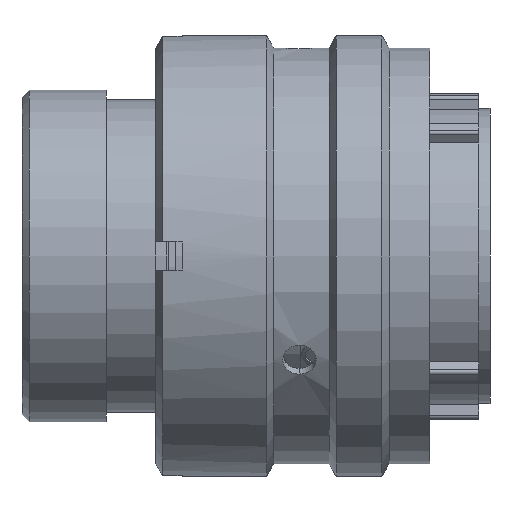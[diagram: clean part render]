
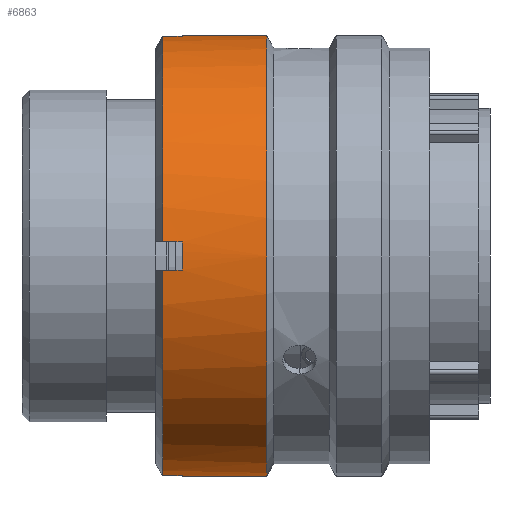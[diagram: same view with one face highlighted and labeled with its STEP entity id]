
A CAD part, front view. The second image highlights one B-rep face of the part: STEP entity #6863.
In plain terms, the highlighted cylindrical face has radius 15.7 mm (diameter 31.4 mm), a partial arc.
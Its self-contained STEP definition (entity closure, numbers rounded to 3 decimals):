
#838 = DIRECTION ( 'NONE',  ( 0., 0., -1. ) ) ;
#1425 = VECTOR ( 'NONE', #12909, 1000. ) ;
#2046 = EDGE_CURVE ( 'NONE', #40520, #32347, #19440, .T. ) ;
#2134 = EDGE_CURVE ( 'NONE', #3194, #40520, #22568, .T. ) ;
#3194 = VERTEX_POINT ( 'NONE', #10726 ) ;
#4105 = DIRECTION ( 'NONE',  ( 0., 0., 1. ) ) ;
#4546 = EDGE_CURVE ( 'NONE', #15001, #32347, #33839, .T. ) ;
#4595 = ORIENTED_EDGE ( 'NONE', *, *, #45303, .T. ) ;
#5591 = CIRCLE ( 'NONE', #49287, 15.7 ) ;
#6073 = DIRECTION ( 'NONE',  ( -1., 0., 0. ) ) ;
#6351 = VERTEX_POINT ( 'NONE', #47762 ) ;
#6631 = DIRECTION ( 'NONE',  ( 1., 0., 0. ) ) ;
#6863 = ADVANCED_FACE ( 'NONE', ( #44154 ), #51690, .T. ) ;
#7484 = ORIENTED_EDGE ( 'NONE', *, *, #15281, .T. ) ;
#7888 = EDGE_CURVE ( 'NONE', #14383, #6351, #51201, .T. ) ;
#8501 = AXIS2_PLACEMENT_3D ( 'NONE', #13322, #9071, #37229 ) ;
#8799 = EDGE_CURVE ( 'NONE', #10559, #18448, #14489, .T. ) ;
#9071 = DIRECTION ( 'NONE',  ( 1., 0., 0. ) ) ;
#9380 = VECTOR ( 'NONE', #16710, 1000. ) ;
#10211 = ORIENTED_EDGE ( 'NONE', *, *, #4546, .T. ) ;
#10360 = AXIS2_PLACEMENT_3D ( 'NONE', #48429, #24054, #15837 ) ;
#10523 = ORIENTED_EDGE ( 'NONE', *, *, #2046, .F. ) ;
#10559 = VERTEX_POINT ( 'NONE', #43596 ) ;
#10726 = CARTESIAN_POINT ( 'NONE',  ( 11.42, 0., 15.7 ) ) ;
#11176 = VECTOR ( 'NONE', #50724, 1000. ) ;
#11631 = DIRECTION ( 'NONE',  ( 1., 0., 0. ) ) ;
#12909 = DIRECTION ( 'NONE',  ( -1., 0., 0. ) ) ;
#13217 = EDGE_CURVE ( 'NONE', #3194, #15553, #44445, .T. ) ;
#13322 = CARTESIAN_POINT ( 'NONE',  ( 11.42, 0., 0. ) ) ;
#13690 = ORIENTED_EDGE ( 'NONE', *, *, #34461, .T. ) ;
#13954 = CARTESIAN_POINT ( 'NONE',  ( 11.42, -15.668, -1. ) ) ;
#14383 = VERTEX_POINT ( 'NONE', #43293 ) ;
#14489 = CIRCLE ( 'NONE', #43859, 15.7 ) ;
#15001 = VERTEX_POINT ( 'NONE', #43758 ) ;
#15281 = EDGE_CURVE ( 'NONE', #22322, #10559, #47974, .T. ) ;
#15553 = VERTEX_POINT ( 'NONE', #36178 ) ;
#15837 = DIRECTION ( 'NONE',  ( 0., 0., -1. ) ) ;
#16587 = CARTESIAN_POINT ( 'NONE',  ( 10.02, -1., -15.668 ) ) ;
#16710 = DIRECTION ( 'NONE',  ( 1., 0., 0. ) ) ;
#16956 = CARTESIAN_POINT ( 'NONE',  ( 10.02, 0., 0. ) ) ;
#17620 = CARTESIAN_POINT ( 'NONE',  ( 29.07, -15.668, -1. ) ) ;
#17636 = VECTOR ( 'NONE', #28826, 1000. ) ;
#17984 = CARTESIAN_POINT ( 'NONE',  ( 10.02, -1., 15.668 ) ) ;
#18448 = VERTEX_POINT ( 'NONE', #16587 ) ;
#19002 = EDGE_CURVE ( 'NONE', #18448, #51810, #27579, .T. ) ;
#19440 = CIRCLE ( 'NONE', #10360, 15.7 ) ;
#19855 = ORIENTED_EDGE ( 'NONE', *, *, #51388, .T. ) ;
#20512 = ORIENTED_EDGE ( 'NONE', *, *, #7888, .T. ) ;
#20707 = CARTESIAN_POINT ( 'NONE',  ( 29.07, -1., -15.668 ) ) ;
#20981 = CARTESIAN_POINT ( 'NONE',  ( 17.44, 0., 15.7 ) ) ;
#21824 = CARTESIAN_POINT ( 'NONE',  ( 29.07, -1., 15.668 ) ) ;
#22322 = VERTEX_POINT ( 'NONE', #13954 ) ;
#22568 = LINE ( 'NONE', #48966, #9380 ) ;
#22633 = CARTESIAN_POINT ( 'NONE',  ( 29.07, 0., 0. ) ) ;
#23851 = DIRECTION ( 'NONE',  ( 1., 0., 0. ) ) ;
#24054 = DIRECTION ( 'NONE',  ( 1., 0., 0. ) ) ;
#24193 = CARTESIAN_POINT ( 'NONE',  ( 29.07, -15.668, 1. ) ) ;
#24843 = DIRECTION ( 'NONE',  ( 1., 0., 0. ) ) ;
#25900 = ORIENTED_EDGE ( 'NONE', *, *, #35177, .T. ) ;
#27579 = LINE ( 'NONE', #20707, #17636 ) ;
#28826 = DIRECTION ( 'NONE',  ( 1., 0., 0. ) ) ;
#30072 = LINE ( 'NONE', #21824, #42128 ) ;
#30306 = AXIS2_PLACEMENT_3D ( 'NONE', #16956, #24843, #838 ) ;
#31619 = DIRECTION ( 'NONE',  ( 0., 0., -1. ) ) ;
#31815 = CARTESIAN_POINT ( 'NONE',  ( 11.42, 0., 0. ) ) ;
#32087 = CIRCLE ( 'NONE', #46922, 15.7 ) ;
#32347 = VERTEX_POINT ( 'NONE', #40636 ) ;
#33839 = LINE ( 'NONE', #50391, #11176 ) ;
#34238 = CARTESIAN_POINT ( 'NONE',  ( 11.42, 0., 0. ) ) ;
#34461 = EDGE_CURVE ( 'NONE', #34553, #14383, #34770, .T. ) ;
#34553 = VERTEX_POINT ( 'NONE', #17984 ) ;
#34770 = CIRCLE ( 'NONE', #30306, 15.7 ) ;
#35177 = EDGE_CURVE ( 'NONE', #51810, #15001, #32087, .T. ) ;
#35402 = DIRECTION ( 'NONE',  ( 0., 0., -1. ) ) ;
#35524 = EDGE_LOOP ( 'NONE', ( #46659, #48039, #4595, #13690, #20512, #19855, #7484, #35532, #42319, #25900, #10211, #10523 ) ) ;
#35532 = ORIENTED_EDGE ( 'NONE', *, *, #8799, .T. ) ;
#35562 = DIRECTION ( 'NONE',  ( 1., 0., 0. ) ) ;
#36178 = CARTESIAN_POINT ( 'NONE',  ( 11.42, -1., 15.668 ) ) ;
#36385 = DIRECTION ( 'NONE',  ( 1., 0., 0. ) ) ;
#37229 = DIRECTION ( 'NONE',  ( 0., 0., 1. ) ) ;
#40520 = VERTEX_POINT ( 'NONE', #20981 ) ;
#40636 = CARTESIAN_POINT ( 'NONE',  ( 17.44, 0., -15.7 ) ) ;
#40793 = CARTESIAN_POINT ( 'NONE',  ( 11.42, -1., -15.668 ) ) ;
#42128 = VECTOR ( 'NONE', #6073, 1000. ) ;
#42319 = ORIENTED_EDGE ( 'NONE', *, *, #19002, .T. ) ;
#43293 = CARTESIAN_POINT ( 'NONE',  ( 10.02, -15.668, 1. ) ) ;
#43365 = CARTESIAN_POINT ( 'NONE',  ( 10.02, 0., 0. ) ) ;
#43382 = AXIS2_PLACEMENT_3D ( 'NONE', #22633, #23851, #31619 ) ;
#43596 = CARTESIAN_POINT ( 'NONE',  ( 10.02, -15.668, -1. ) ) ;
#43758 = CARTESIAN_POINT ( 'NONE',  ( 11.42, 0., -15.7 ) ) ;
#43859 = AXIS2_PLACEMENT_3D ( 'NONE', #43365, #35562, #35402 ) ;
#44154 = FACE_OUTER_BOUND ( 'NONE', #35524, .T. ) ;
#44445 = CIRCLE ( 'NONE', #8501, 15.7 ) ;
#45303 = EDGE_CURVE ( 'NONE', #15553, #34553, #30072, .T. ) ;
#46659 = ORIENTED_EDGE ( 'NONE', *, *, #2134, .F. ) ;
#46729 = DIRECTION ( 'NONE',  ( 0., 0., 1. ) ) ;
#46922 = AXIS2_PLACEMENT_3D ( 'NONE', #34238, #6631, #46729 ) ;
#47762 = CARTESIAN_POINT ( 'NONE',  ( 11.42, -15.668, 1. ) ) ;
#47974 = LINE ( 'NONE', #17620, #1425 ) ;
#48039 = ORIENTED_EDGE ( 'NONE', *, *, #13217, .T. ) ;
#48429 = CARTESIAN_POINT ( 'NONE',  ( 17.44, 0., 0. ) ) ;
#48966 = CARTESIAN_POINT ( 'NONE',  ( 29.07, 0., 15.7 ) ) ;
#49287 = AXIS2_PLACEMENT_3D ( 'NONE', #31815, #11631, #4105 ) ;
#50391 = CARTESIAN_POINT ( 'NONE',  ( 29.07, 0., -15.7 ) ) ;
#50724 = DIRECTION ( 'NONE',  ( 1., 0., 0. ) ) ;
#51201 = LINE ( 'NONE', #24193, #51863 ) ;
#51388 = EDGE_CURVE ( 'NONE', #6351, #22322, #5591, .T. ) ;
#51690 = CYLINDRICAL_SURFACE ( 'NONE', #43382, 15.7 ) ;
#51810 = VERTEX_POINT ( 'NONE', #40793 ) ;
#51863 = VECTOR ( 'NONE', #36385, 1000. ) ;
